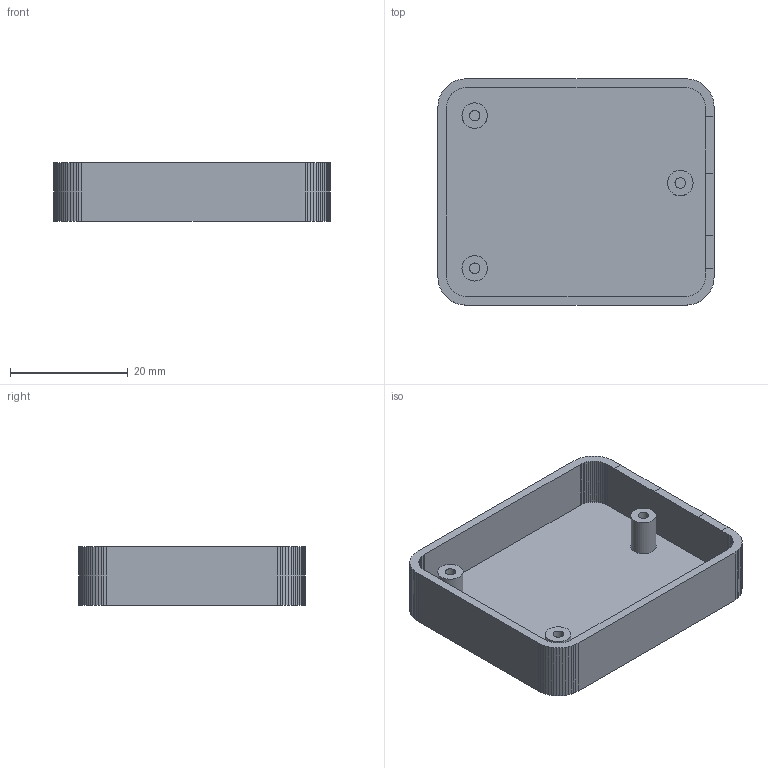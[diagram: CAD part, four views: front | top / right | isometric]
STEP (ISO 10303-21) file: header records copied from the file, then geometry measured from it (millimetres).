
FILE_DESCRIPTION(('Designed by EasyEDA Pro'),'2;1');
FILE_NAME('Open CASCADE Shape Model','2022-03-28T11:23:54',('Author'),( 'Open CASCADE'),'Open CASCADE STEP processor 7.5','Open CASCADE 7.5' ,'Unknown');
FILE_SCHEMA(('AUTOMOTIVE_DESIGN { 1 0 10303 214 1 1 1 1 }'));
Length unit declared in the file: millimetre
Products named in the file (1): SOLID
Bounding box: 47 x 38.5 x 10 mm (x, y, z)
Volume: 4939.5 mm3; surface area: 6888.5 mm2
Topology: 1 solids, 1 shells, 160 faces, 450 edges, 301 vertices
Faces by surface type: plane 154, cylinder 6
Full cylindrical faces by diameter (mm): 1.8 x3, 4.34 x3
Entity records: 10787 total; most frequent: CARTESIAN_POINT 1958, DIRECTION 1541, LINE 1171, VECTOR 1171, ORIENTED_EDGE 900, PCURVE 900, DEFINITIONAL_REPRESENTATION 900, EDGE_CURVE 450
